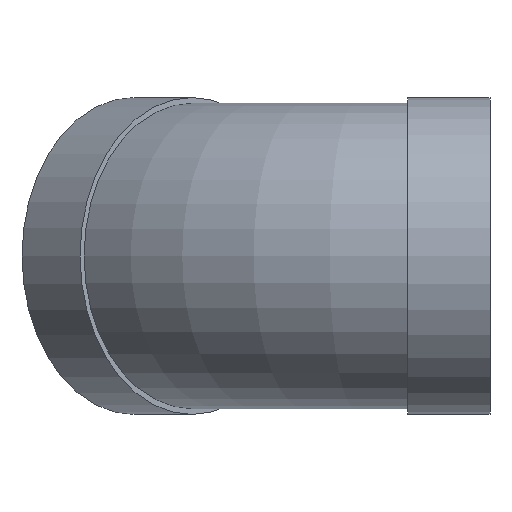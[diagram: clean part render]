
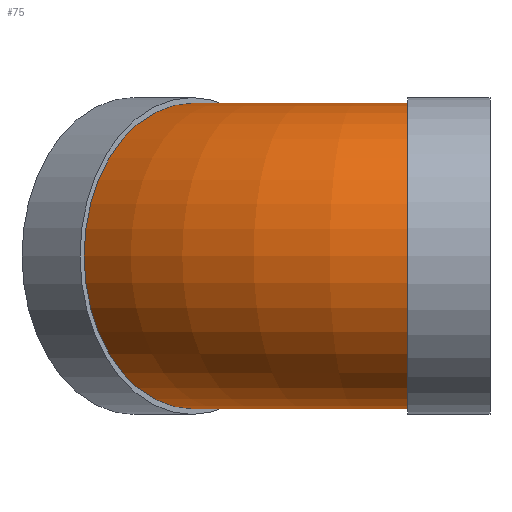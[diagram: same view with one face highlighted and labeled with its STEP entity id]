
A CAD part, left-side view. The second image highlights one B-rep face of the part: STEP entity #75.
In plain terms, the highlighted toroidal (fillet/blend) face has major radius 160 mm and minor radius 80 mm.
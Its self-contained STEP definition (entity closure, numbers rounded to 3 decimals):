
#75 = ADVANCED_FACE( '', ( #146, #147 ), #148, .T. );
#146 = FACE_OUTER_BOUND( '', #208, .T. );
#147 = FACE_OUTER_BOUND( '', #209, .T. );
#148 = TOROIDAL_SURFACE( '', #210, 160., 80. );
#208 = EDGE_LOOP( '', ( #274 ) );
#209 = EDGE_LOOP( '', ( #275 ) );
#210 = AXIS2_PLACEMENT_3D( '', #276, #277, #278 );
#274 = ORIENTED_EDGE( '', *, *, #317, .T. );
#275 = ORIENTED_EDGE( '', *, *, #315, .F. );
#276 = CARTESIAN_POINT( '', ( 160., 43., 0. ) );
#277 = DIRECTION( '', ( 0., 0., -1. ) );
#278 = DIRECTION( '', ( -1., 0., 0. ) );
#315 = EDGE_CURVE( '', #349, #349, #350, .T. );
#317 = EDGE_CURVE( '', #352, #352, #353, .T. );
#349 = VERTEX_POINT( '', #385 );
#350 = CIRCLE( '', #386, 80. );
#352 = VERTEX_POINT( '', #388 );
#353 = CIRCLE( '', #389, 80. );
#385 = CARTESIAN_POINT( '', ( 103.431, 99.569, 0. ) );
#386 = AXIS2_PLACEMENT_3D( '', #424, #425, #426 );
#388 = CARTESIAN_POINT( '', ( 80., 43., 0. ) );
#389 = AXIS2_PLACEMENT_3D( '', #427, #428, #429 );
#424 = CARTESIAN_POINT( '', ( 46.863, 156.137, 0. ) );
#425 = DIRECTION( '', ( 0.707, 0.707, 0. ) );
#426 = DIRECTION( '', ( 0.707, -0.707, 0. ) );
#427 = CARTESIAN_POINT( '', ( 0., 43., 0. ) );
#428 = DIRECTION( '', ( 0., 1., 0. ) );
#429 = DIRECTION( '', ( 1., 0., 0. ) );
